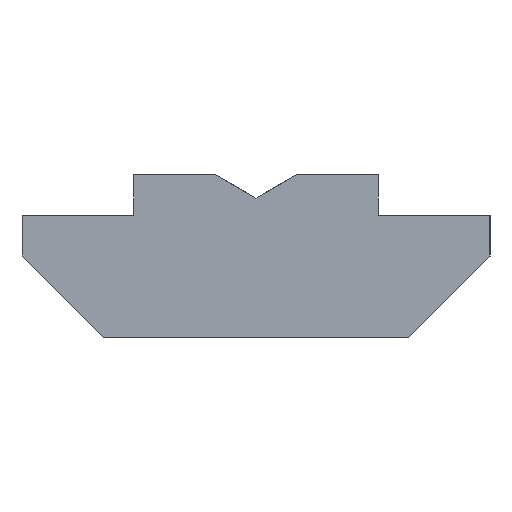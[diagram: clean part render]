
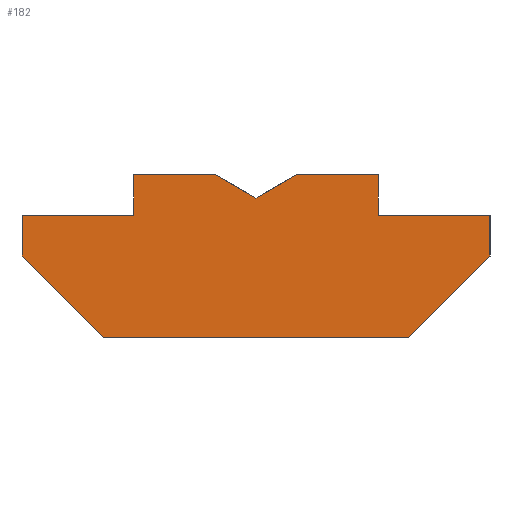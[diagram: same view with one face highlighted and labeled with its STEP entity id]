
A CAD part, left-side view. The second image highlights one B-rep face of the part: STEP entity #182.
In plain terms, the highlighted planar face has unit normal (-1, 0, 0).
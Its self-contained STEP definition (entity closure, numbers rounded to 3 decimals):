
#2 = ORIENTED_EDGE ( 'NONE', *, *, #791, .T. ) ;
#20 = CARTESIAN_POINT ( 'NONE',  ( -6., 6.9, 0. ) ) ;
#29 = CARTESIAN_POINT ( 'NONE',  ( -6., -3., 0. ) ) ;
#34 = CARTESIAN_POINT ( 'NONE',  ( -6., 5.75, -1. ) ) ;
#48 = LINE ( 'NONE', #646, #790 ) ;
#67 = CARTESIAN_POINT ( 'NONE',  ( -6., -5.75, -1. ) ) ;
#73 = CARTESIAN_POINT ( 'NONE',  ( -6., 3., 0. ) ) ;
#83 = EDGE_CURVE ( 'NONE', #882, #300, #48, .T. ) ;
#86 = VECTOR ( 'NONE', #324, 1000. ) ;
#88 = VERTEX_POINT ( 'NONE', #379 ) ;
#90 = VERTEX_POINT ( 'NONE', #29 ) ;
#133 = CARTESIAN_POINT ( 'NONE',  ( -6., -3., -1. ) ) ;
#143 = ORIENTED_EDGE ( 'NONE', *, *, #388, .T. ) ;
#144 = LINE ( 'NONE', #623, #86 ) ;
#153 = LINE ( 'NONE', #408, #634 ) ;
#163 = DIRECTION ( 'NONE',  ( 0., -0.707, 0.707 ) ) ;
#167 = DIRECTION ( 'NONE',  ( 1., 0., 0. ) ) ;
#182 = ADVANCED_FACE ( 'NONE', ( #361 ), #813, .F. ) ;
#184 = VERTEX_POINT ( 'NONE', #608 ) ;
#187 = EDGE_CURVE ( 'NONE', #295, #543, #922, .T. ) ;
#197 = EDGE_CURVE ( 'NONE', #543, #536, #504, .T. ) ;
#198 = DIRECTION ( 'NONE',  ( 0., 1., 0. ) ) ;
#209 = CARTESIAN_POINT ( 'NONE',  ( -6., -5.75, -2. ) ) ;
#213 = DIRECTION ( 'NONE',  ( 0., 0.866, 0.5 ) ) ;
#225 = ORIENTED_EDGE ( 'NONE', *, *, #872, .F. ) ;
#239 = EDGE_CURVE ( 'NONE', #246, #364, #153, .T. ) ;
#244 = CARTESIAN_POINT ( 'NONE',  ( -6., 3.75, -4. ) ) ;
#246 = VERTEX_POINT ( 'NONE', #775 ) ;
#267 = LINE ( 'NONE', #508, #809 ) ;
#295 = VERTEX_POINT ( 'NONE', #778 ) ;
#300 = VERTEX_POINT ( 'NONE', #639 ) ;
#306 = CARTESIAN_POINT ( 'NONE',  ( -6., -5.75, -2. ) ) ;
#314 = EDGE_CURVE ( 'NONE', #364, #295, #746, .T. ) ;
#315 = LINE ( 'NONE', #731, #433 ) ;
#320 = EDGE_LOOP ( 'NONE', ( #557, #694, #838, #642, #2, #771, #338, #143, #225, #593, #431, #759, #549 ) ) ;
#324 = DIRECTION ( 'NONE',  ( 0., 0., 1. ) ) ;
#338 = ORIENTED_EDGE ( 'NONE', *, *, #370, .T. ) ;
#361 = FACE_OUTER_BOUND ( 'NONE', #320, .T. ) ;
#364 = VERTEX_POINT ( 'NONE', #34 ) ;
#370 = EDGE_CURVE ( 'NONE', #406, #442, #683, .T. ) ;
#379 = CARTESIAN_POINT ( 'NONE',  ( -6., -1., 0. ) ) ;
#381 = DIRECTION ( 'NONE',  ( 0., 0., 1. ) ) ;
#384 = VECTOR ( 'NONE', #604, 1000. ) ;
#388 = EDGE_CURVE ( 'NONE', #442, #90, #144, .T. ) ;
#402 = EDGE_CURVE ( 'NONE', #184, #300, #917, .T. ) ;
#406 = VERTEX_POINT ( 'NONE', #67 ) ;
#408 = CARTESIAN_POINT ( 'NONE',  ( -6., 3., -1. ) ) ;
#430 = LINE ( 'NONE', #306, #625 ) ;
#431 = ORIENTED_EDGE ( 'NONE', *, *, #402, .T. ) ;
#433 = VECTOR ( 'NONE', #802, 1000. ) ;
#442 = VERTEX_POINT ( 'NONE', #133 ) ;
#449 = DIRECTION ( 'NONE',  ( 0., -0.707, -0.707 ) ) ;
#457 = DIRECTION ( 'NONE',  ( 0., 0., -1. ) ) ;
#459 = DIRECTION ( 'NONE',  ( 0., 1., 0. ) ) ;
#471 = VECTOR ( 'NONE', #495, 1000. ) ;
#485 = CARTESIAN_POINT ( 'NONE',  ( -6., 0., -0.577 ) ) ;
#495 = DIRECTION ( 'NONE',  ( 0., -0.866, 0.5 ) ) ;
#504 = LINE ( 'NONE', #244, #384 ) ;
#508 = CARTESIAN_POINT ( 'NONE',  ( -6., -3.75, -4. ) ) ;
#536 = VERTEX_POINT ( 'NONE', #685 ) ;
#543 = VERTEX_POINT ( 'NONE', #898 ) ;
#549 = ORIENTED_EDGE ( 'NONE', *, *, #754, .T. ) ;
#557 = ORIENTED_EDGE ( 'NONE', *, *, #239, .T. ) ;
#593 = ORIENTED_EDGE ( 'NONE', *, *, #705, .F. ) ;
#604 = DIRECTION ( 'NONE',  ( 0., -1., 0. ) ) ;
#608 = CARTESIAN_POINT ( 'NONE',  ( -6., 0., -0.577 ) ) ;
#615 = CARTESIAN_POINT ( 'NONE',  ( -6., 5.75, -1. ) ) ;
#619 = CARTESIAN_POINT ( 'NONE',  ( -6., -5.75, -1. ) ) ;
#623 = CARTESIAN_POINT ( 'NONE',  ( -6., -3., -1. ) ) ;
#625 = VECTOR ( 'NONE', #381, 1000. ) ;
#634 = VECTOR ( 'NONE', #198, 1000. ) ;
#639 = CARTESIAN_POINT ( 'NONE',  ( -6., 1., 0. ) ) ;
#642 = ORIENTED_EDGE ( 'NONE', *, *, #197, .T. ) ;
#646 = CARTESIAN_POINT ( 'NONE',  ( -6., 3., 0. ) ) ;
#654 = DIRECTION ( 'NONE',  ( 0., 1., 0. ) ) ;
#662 = VECTOR ( 'NONE', #459, 1000. ) ;
#683 = LINE ( 'NONE', #619, #662 ) ;
#685 = CARTESIAN_POINT ( 'NONE',  ( -6., -3.75, -4. ) ) ;
#694 = ORIENTED_EDGE ( 'NONE', *, *, #314, .T. ) ;
#705 = EDGE_CURVE ( 'NONE', #184, #88, #875, .T. ) ;
#728 = CARTESIAN_POINT ( 'NONE',  ( -6., 0., -0.577 ) ) ;
#731 = CARTESIAN_POINT ( 'NONE',  ( -6., 3., 0. ) ) ;
#746 = LINE ( 'NONE', #615, #873 ) ;
#754 = EDGE_CURVE ( 'NONE', #882, #246, #315, .T. ) ;
#759 = ORIENTED_EDGE ( 'NONE', *, *, #83, .F. ) ;
#765 = VERTEX_POINT ( 'NONE', #209 ) ;
#771 = ORIENTED_EDGE ( 'NONE', *, *, #901, .T. ) ;
#775 = CARTESIAN_POINT ( 'NONE',  ( -6., 3., -1. ) ) ;
#778 = CARTESIAN_POINT ( 'NONE',  ( -6., 5.75, -2. ) ) ;
#790 = VECTOR ( 'NONE', #906, 1000. ) ;
#791 = EDGE_CURVE ( 'NONE', #536, #765, #267, .T. ) ;
#802 = DIRECTION ( 'NONE',  ( 0., 0., -1. ) ) ;
#804 = VECTOR ( 'NONE', #449, 1000. ) ;
#809 = VECTOR ( 'NONE', #163, 1000. ) ;
#811 = AXIS2_PLACEMENT_3D ( 'NONE', #20, #167, #654 ) ;
#813 = PLANE ( 'NONE',  #811 ) ;
#818 = VECTOR ( 'NONE', #936, 1000. ) ;
#838 = ORIENTED_EDGE ( 'NONE', *, *, #187, .T. ) ;
#872 = EDGE_CURVE ( 'NONE', #88, #90, #911, .T. ) ;
#873 = VECTOR ( 'NONE', #457, 1000. ) ;
#875 = LINE ( 'NONE', #728, #471 ) ;
#882 = VERTEX_POINT ( 'NONE', #73 ) ;
#885 = CARTESIAN_POINT ( 'NONE',  ( -6., -1., 0. ) ) ;
#892 = VECTOR ( 'NONE', #213, 1000. ) ;
#895 = CARTESIAN_POINT ( 'NONE',  ( -6., 5.75, -2. ) ) ;
#898 = CARTESIAN_POINT ( 'NONE',  ( -6., 3.75, -4. ) ) ;
#901 = EDGE_CURVE ( 'NONE', #765, #406, #430, .T. ) ;
#906 = DIRECTION ( 'NONE',  ( 0., -1., 0. ) ) ;
#911 = LINE ( 'NONE', #885, #818 ) ;
#917 = LINE ( 'NONE', #485, #892 ) ;
#922 = LINE ( 'NONE', #895, #804 ) ;
#936 = DIRECTION ( 'NONE',  ( 0., -1., 0. ) ) ;
